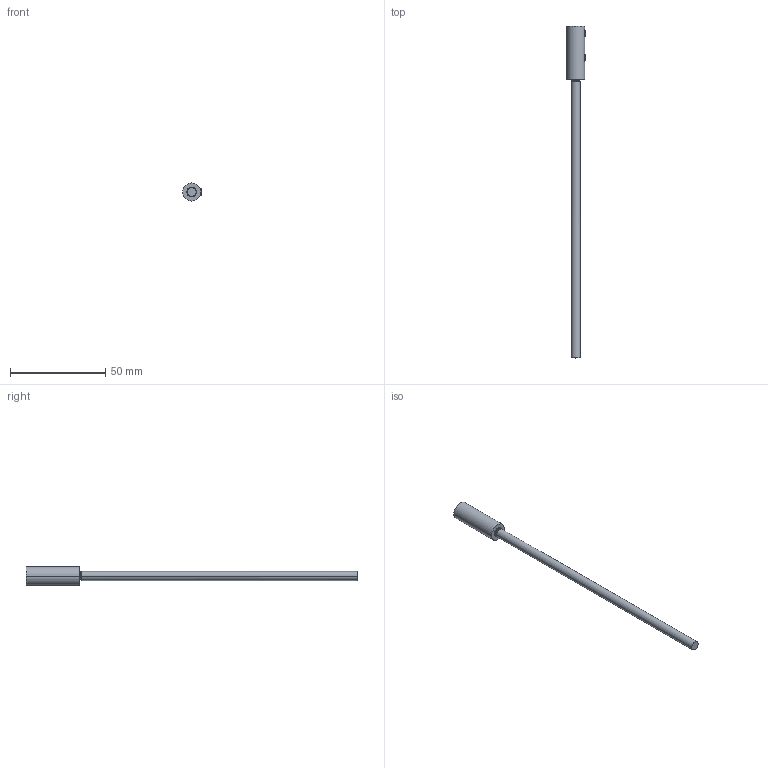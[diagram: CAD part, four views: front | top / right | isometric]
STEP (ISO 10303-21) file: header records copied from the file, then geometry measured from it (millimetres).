
FILE_DESCRIPTION((''),'2;1');
FILE_NAME('3251','2021-06-11T14:12:41',('NSantos'),(''),'CREO PARAMETRIC BY PTC INC, 2018500','CREO PARAMETRIC BY PTC INC, 2018500','');
FILE_SCHEMA(('CONFIG_CONTROL_DESIGN'));
Length unit declared in the file: inch
Products named in the file (1): 3251
Bounding box: 9.84 x 173.99 x 9.53 mm (x, y, z)
Volume: 4028.5 mm3; surface area: 7535.6 mm2
Topology: 1 solids, 9 shells, 178 faces, 537 edges, 366 vertices
Faces by surface type: bspline 51, plane 45, cylinder 42, cone 34, sphere 4, extrusion 2
Entity records: 14315 total; most frequent: CARTESIAN_POINT 10100, ORIENTED_EDGE 971, DIRECTION 617, EDGE_CURVE 533, VERTEX_POINT 366, B_SPLINE_CURVE_WITH_KNOTS 266, AXIS2_PLACEMENT_3D 220, EDGE_LOOP 190
